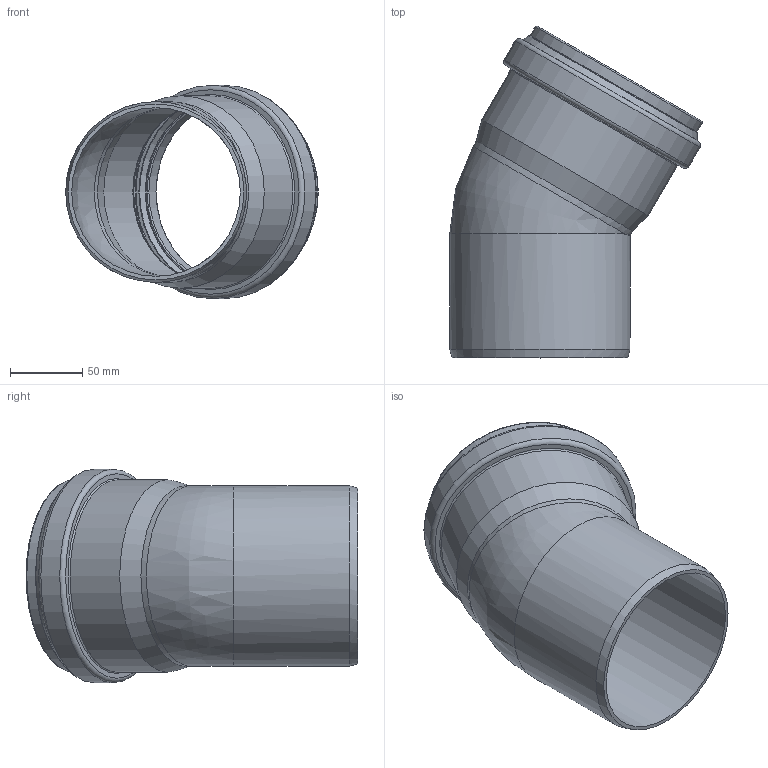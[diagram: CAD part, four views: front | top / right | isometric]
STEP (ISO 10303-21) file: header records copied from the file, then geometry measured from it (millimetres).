
FILE_DESCRIPTION(/* description */ (''),/* implementation_level */ '2;1');
FILE_NAME(/* name */ '771410 KG2000B Bogen DN_OD 125_30°.stp',/* time_stamp */ '2017-01-30T11:14:55+01:00',/* author */ ('user1'),/* organization */ (''),/* preprocessor_version */ 'ST-DEVELOPER v16.1',/* originating_system */ 'Autodesk Inventor 2016',/* authorisation */ '');
FILE_SCHEMA (('AUTOMOTIVE_DESIGN { 1 0 10303 214 3 1 1 }'));
Length unit declared in the file: millimetre
Products named in the file (1): 771410 KG2000B Bogen DN_OD 125_30°
Bounding box: 175 x 230 x 147.8 mm (x, y, z)
Volume: 342913.5 mm3; surface area: 177703.8 mm2
Topology: 1 solids, 1 shells, 42 faces, 84 edges, 45 vertices
Faces by surface type: torus 14, cylinder 11, cone 9, plane 5, bspline 3
Full cylindrical faces by diameter (mm): 116.9 x2, 125.1 x2, 125.6 x1, 125.9 x2, 133.2 x1, 133.5 x1, 140.2 x1, 147.8 x1
Entity records: 960 total; most frequent: CARTESIAN_POINT 217, DIRECTION 166, ORIENTED_EDGE 90, AXIS2_PLACEMENT_3D 83, EDGE_LOOP 81, EDGE_CURVE 45, FACE_OUTER_BOUND 42, VERTEX_POINT 42
